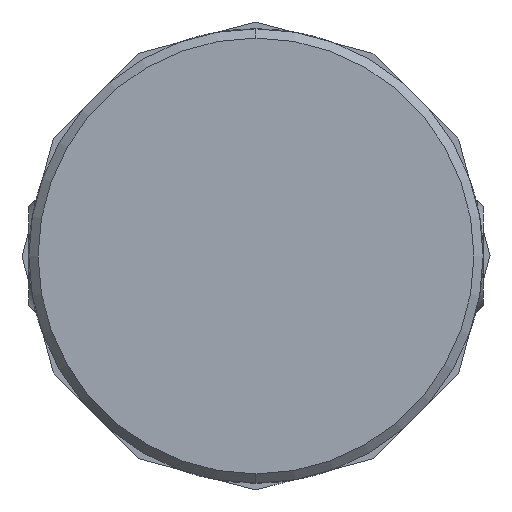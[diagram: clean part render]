
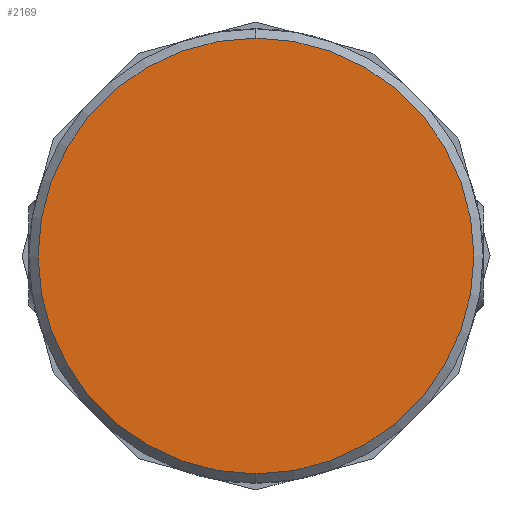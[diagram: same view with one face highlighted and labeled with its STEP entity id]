
A CAD part, front view. The second image highlights one B-rep face of the part: STEP entity #2169.
In plain terms, the highlighted planar face has unit normal (0, -1, 0).
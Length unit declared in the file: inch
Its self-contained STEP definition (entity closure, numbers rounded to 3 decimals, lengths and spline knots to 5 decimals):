
#43 = CARTESIAN_POINT ( 'NONE',  ( -0.71, -0.4, 0. ) ) ;
#640 = VERTEX_POINT ( 'NONE', #3222 ) ;
#711 = DIRECTION ( 'NONE',  ( 0., -1., 0. ) ) ;
#1036 = FACE_OUTER_BOUND ( 'NONE', #4301, .T. ) ;
#1134 = CARTESIAN_POINT ( 'NONE',  ( 0., -0.4, 0. ) ) ;
#1162 = DIRECTION ( 'NONE',  ( 1., 0., 0. ) ) ;
#1517 = DIRECTION ( 'NONE',  ( 1., 0., 0. ) ) ;
#1646 = DIRECTION ( 'NONE',  ( 0., -1., 0. ) ) ;
#1692 = CIRCLE ( 'NONE', #4831, 0.71 ) ;
#1711 = AXIS2_PLACEMENT_3D ( 'NONE', #4903, #2070, #1517 ) ;
#1946 = ORIENTED_EDGE ( 'NONE', *, *, #3929, .T. ) ;
#2070 = DIRECTION ( 'NONE',  ( 0., -1., 0. ) ) ;
#2169 = ADVANCED_FACE ( 'NONE', ( #1036 ), #5849, .T. ) ;
#2208 = AXIS2_PLACEMENT_3D ( 'NONE', #1134, #1646, #1162 ) ;
#3222 = CARTESIAN_POINT ( 'NONE',  ( 0.71, -0.4, 0. ) ) ;
#3359 = CARTESIAN_POINT ( 'NONE',  ( 0., -0.4, 0. ) ) ;
#3557 = EDGE_CURVE ( 'NONE', #5597, #640, #6058, .T. ) ;
#3929 = EDGE_CURVE ( 'NONE', #640, #5597, #1692, .T. ) ;
#4301 = EDGE_LOOP ( 'NONE', ( #4730, #1946 ) ) ;
#4730 = ORIENTED_EDGE ( 'NONE', *, *, #3557, .T. ) ;
#4831 = AXIS2_PLACEMENT_3D ( 'NONE', #3359, #711, #6013 ) ;
#4903 = CARTESIAN_POINT ( 'NONE',  ( 0.74, -0.4, 0. ) ) ;
#5597 = VERTEX_POINT ( 'NONE', #43 ) ;
#5849 = PLANE ( 'NONE',  #1711 ) ;
#6013 = DIRECTION ( 'NONE',  ( 1., 0., 0. ) ) ;
#6058 = CIRCLE ( 'NONE', #2208, 0.71 ) ;
